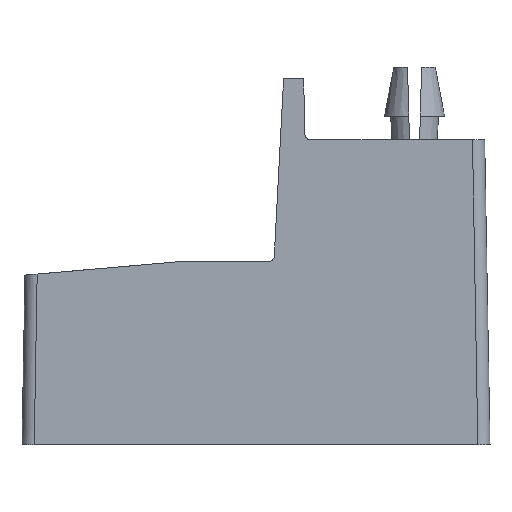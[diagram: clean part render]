
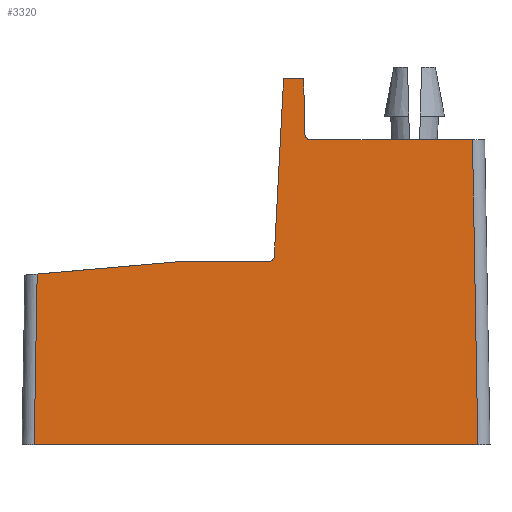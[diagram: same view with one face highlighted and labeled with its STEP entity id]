
A CAD part, left-side view. The second image highlights one B-rep face of the part: STEP entity #3320.
In plain terms, the highlighted planar face has unit normal (-1, 0, 0.018).
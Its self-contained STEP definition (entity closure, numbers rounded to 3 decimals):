
#19 = CARTESIAN_POINT ( 'NONE',  ( -17.849, 12.845, -20. ) ) ;
#23 = CARTESIAN_POINT ( 'NONE',  ( -18.373, 36.373, -50. ) ) ;
#78 = ORIENTED_EDGE ( 'NONE', *, *, #526, .T. ) ;
#91 = DIRECTION ( 'NONE',  ( 0., -1., 0. ) ) ;
#132 = DIRECTION ( 'NONE',  ( -0.017, 0.052, -0.998 ) ) ;
#158 = DIRECTION ( 'NONE',  ( 0., -1., 0. ) ) ;
#181 = VECTOR ( 'NONE', #1443, 1000. ) ;
#260 = DIRECTION ( 'NONE',  ( 0., -1., 0. ) ) ;
#301 = EDGE_CURVE ( 'NONE', #1262, #1194, #2314, .T. ) ;
#358 = EDGE_CURVE ( 'NONE', #476, #3715, #2174, .T. ) ;
#367 = ORIENTED_EDGE ( 'NONE', *, *, #924, .F. ) ;
#402 = AXIS2_PLACEMENT_3D ( 'NONE', #1130, #512, #2594 ) ;
#463 = VERTEX_POINT ( 'NONE', #1356 ) ;
#476 = VERTEX_POINT ( 'NONE', #1098 ) ;
#480 = CARTESIAN_POINT ( 'NONE',  ( -17.5, -4., 0. ) ) ;
#512 = DIRECTION ( 'NONE',  ( -1., 0., 0.017 ) ) ;
#526 = EDGE_CURVE ( 'NONE', #463, #1262, #588, .T. ) ;
#565 = ORIENTED_EDGE ( 'NONE', *, *, #1086, .T. ) ;
#588 = LINE ( 'NONE', #1152, #181 ) ;
#672 =( BOUNDED_CURVE ( )  B_SPLINE_CURVE ( 3, ( #3778, #2921, #1744, #2358 ),
 .UNSPECIFIED., .F., .F. ) 
 B_SPLINE_CURVE_WITH_KNOTS ( ( 4, 4 ),
 ( 0., 1.553 ),
 .UNSPECIFIED. ) 
 CURVE ( )  GEOMETRIC_REPRESENTATION_ITEM ( )  RATIONAL_B_SPLINE_CURVE ( ( 1., 0.809, 0.809, 1. ) ) 
 REPRESENTATION_ITEM ( '' )  );
#842 = ORIENTED_EDGE ( 'NONE', *, *, #2711, .T. ) ;
#852 = ORIENTED_EDGE ( 'NONE', *, *, #3615, .F. ) ;
#857 = VECTOR ( 'NONE', #1377, 1000. ) ;
#874 = CARTESIAN_POINT ( 'NONE',  ( -17.849, -2.003, -20. ) ) ;
#876 = CARTESIAN_POINT ( 'NONE',  ( -17.483, -7.983, 0.983 ) ) ;
#882 = CARTESIAN_POINT ( 'NONE',  ( -18.373, -36.373, -50. ) ) ;
#924 = EDGE_CURVE ( 'NONE', #1742, #2369, #3470, .T. ) ;
#943 = ORIENTED_EDGE ( 'NONE', *, *, #2567, .F. ) ;
#964 = CARTESIAN_POINT ( 'NONE',  ( -17.5, -8., 0. ) ) ;
#1086 = EDGE_CURVE ( 'NONE', #1742, #1737, #672, .T. ) ;
#1098 = CARTESIAN_POINT ( 'NONE',  ( -17.325, -4.524, 10. ) ) ;
#1130 = CARTESIAN_POINT ( 'NONE',  ( -17.5, 37.5, 0. ) ) ;
#1141 = FACE_OUTER_BOUND ( 'NONE', #3082, .T. ) ;
#1152 = CARTESIAN_POINT ( 'NONE',  ( -17.501, 35.501, -0.035 ) ) ;
#1194 = VERTEX_POINT ( 'NONE', #882 ) ;
#1198 = ORIENTED_EDGE ( 'NONE', *, *, #358, .T. ) ;
#1237 = CARTESIAN_POINT ( 'NONE',  ( -17.884, 35.576, -21.989 ) ) ;
#1262 = VERTEX_POINT ( 'NONE', #23 ) ;
#1263 = DIRECTION ( 'NONE',  ( -0.017, -0.017, -1. ) ) ;
#1277 = VERTEX_POINT ( 'NONE', #874 ) ;
#1316 = VECTOR ( 'NONE', #91, 1000. ) ;
#1356 = CARTESIAN_POINT ( 'NONE',  ( -17.884, 35.885, -22.016 ) ) ;
#1377 = DIRECTION ( 'NONE',  ( 0.017, 0.017, 1. ) ) ;
#1383 = VECTOR ( 'NONE', #132, 1000. ) ;
#1435 = VERTEX_POINT ( 'NONE', #19 ) ;
#1437 = ORIENTED_EDGE ( 'NONE', *, *, #2853, .T. ) ;
#1443 = DIRECTION ( 'NONE',  ( -0.017, 0.017, -1. ) ) ;
#1463 = CARTESIAN_POINT ( 'NONE',  ( -17.5, -35.5, 0. ) ) ;
#1664 = CARTESIAN_POINT ( 'NONE',  ( -17.842, -2.972, -19.613 ) ) ;
#1726 = LINE ( 'NONE', #3614, #1316 ) ;
#1737 = VERTEX_POINT ( 'NONE', #876 ) ;
#1738 = CARTESIAN_POINT ( 'NONE',  ( -17.849, 37.5, -20. ) ) ;
#1742 = VERTEX_POINT ( 'NONE', #3783 ) ;
#1744 = CARTESIAN_POINT ( 'NONE',  ( -17.493, -7.993, 0.405 ) ) ;
#1933 = CARTESIAN_POINT ( 'NONE',  ( -18.373, 0., -50. ) ) ;
#1984 = EDGE_CURVE ( 'NONE', #476, #3473, #1726, .T. ) ;
#2023 = VECTOR ( 'NONE', #3570, 1000. ) ;
#2040 = ORIENTED_EDGE ( 'NONE', *, *, #301, .T. ) ;
#2080 = DIRECTION ( 'NONE',  ( -0.002, 0.996, -0.087 ) ) ;
#2110 = LINE ( 'NONE', #2428, #2023 ) ;
#2174 = LINE ( 'NONE', #3647, #1383 ) ;
#2229 = ORIENTED_EDGE ( 'NONE', *, *, #2257, .T. ) ;
#2257 = EDGE_CURVE ( 'NONE', #1277, #1435, #3069, .T. ) ;
#2261 = CARTESIAN_POINT ( 'NONE',  ( -17.478, -35.478, 1.273 ) ) ;
#2295 = PLANE ( 'NONE',  #402 ) ;
#2300 = VECTOR ( 'NONE', #2080, 1000. ) ;
#2314 = LINE ( 'NONE', #1933, #2361 ) ;
#2358 = CARTESIAN_POINT ( 'NONE',  ( -17.483, -7.983, 0.983 ) ) ;
#2361 = VECTOR ( 'NONE', #158, 1000. ) ;
#2369 = VERTEX_POINT ( 'NONE', #1463 ) ;
#2428 = CARTESIAN_POINT ( 'NONE',  ( -17.538, -3.886, -2.168 ) ) ;
#2465 = ORIENTED_EDGE ( 'NONE', *, *, #1984, .F. ) ;
#2567 = EDGE_CURVE ( 'NONE', #3083, #3715, #2110, .T. ) ;
#2579 = LINE ( 'NONE', #2261, #857 ) ;
#2580 = LINE ( 'NONE', #964, #3023 ) ;
#2584 = CARTESIAN_POINT ( 'NONE',  ( -17.5, 37.5, 0. ) ) ;
#2594 = DIRECTION ( 'NONE',  ( 0.017, 0., 1. ) ) ;
#2683 = CARTESIAN_POINT ( 'NONE',  ( -17.325, -7.825, 10. ) ) ;
#2711 = EDGE_CURVE ( 'NONE', #3083, #1277, #2893, .T. ) ;
#2717 = VECTOR ( 'NONE', #260, 1000. ) ;
#2820 = CARTESIAN_POINT ( 'NONE',  ( -17.849, -2.003, -20. ) ) ;
#2853 = EDGE_CURVE ( 'NONE', #1194, #2369, #2579, .T. ) ;
#2888 = ORIENTED_EDGE ( 'NONE', *, *, #3540, .T. ) ;
#2893 =( BOUNDED_CURVE ( )  B_SPLINE_CURVE ( 3, ( #3365, #1664, #3703, #2820 ),
 .UNSPECIFIED., .F., .F. ) 
 B_SPLINE_CURVE_WITH_KNOTS ( ( 4, 4 ),
 ( 4.765, 6.283 ),
 .UNSPECIFIED. ) 
 CURVE ( )  GEOMETRIC_REPRESENTATION_ITEM ( )  RATIONAL_B_SPLINE_CURVE ( ( 1., 0.817, 0.817, 1. ) ) 
 REPRESENTATION_ITEM ( '' )  );
#2921 = CARTESIAN_POINT ( 'NONE',  ( -17.5, -8.405, 0. ) ) ;
#3023 = VECTOR ( 'NONE', #1263, 1000. ) ;
#3069 = LINE ( 'NONE', #1738, #3209 ) ;
#3082 = EDGE_LOOP ( 'NONE', ( #2040, #1437, #367, #565, #852, #2465, #1198, #943, #842, #2229, #2888, #78 ) ) ;
#3083 = VERTEX_POINT ( 'NONE', #3671 ) ;
#3192 = DIRECTION ( 'NONE',  ( 0., 1., 0. ) ) ;
#3209 = VECTOR ( 'NONE', #3192, 1000. ) ;
#3320 = ADVANCED_FACE ( 'NONE', ( #1141 ), #2295, .T. ) ;
#3365 = CARTESIAN_POINT ( 'NONE',  ( -17.833, -3.002, -19.052 ) ) ;
#3470 = LINE ( 'NONE', #2584, #2717 ) ;
#3473 = VERTEX_POINT ( 'NONE', #2683 ) ;
#3498 = LINE ( 'NONE', #1237, #2300 ) ;
#3540 = EDGE_CURVE ( 'NONE', #1435, #463, #3498, .T. ) ;
#3570 = DIRECTION ( 'NONE',  ( 0.017, -0.052, 0.998 ) ) ;
#3614 = CARTESIAN_POINT ( 'NONE',  ( -17.325, -4., 10. ) ) ;
#3615 = EDGE_CURVE ( 'NONE', #3473, #1737, #2580, .T. ) ;
#3647 = CARTESIAN_POINT ( 'NONE',  ( -17.495, -4.016, 0.305 ) ) ;
#3671 = CARTESIAN_POINT ( 'NONE',  ( -17.833, -3.002, -19.052 ) ) ;
#3703 = CARTESIAN_POINT ( 'NONE',  ( -17.849, -2.565, -20. ) ) ;
#3715 = VERTEX_POINT ( 'NONE', #480 ) ;
#3778 = CARTESIAN_POINT ( 'NONE',  ( -17.5, -8.983, 0. ) ) ;
#3783 = CARTESIAN_POINT ( 'NONE',  ( -17.5, -8.983, 0. ) ) ;
